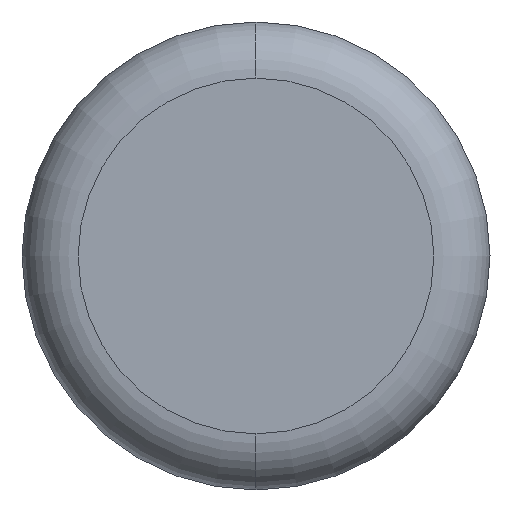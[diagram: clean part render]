
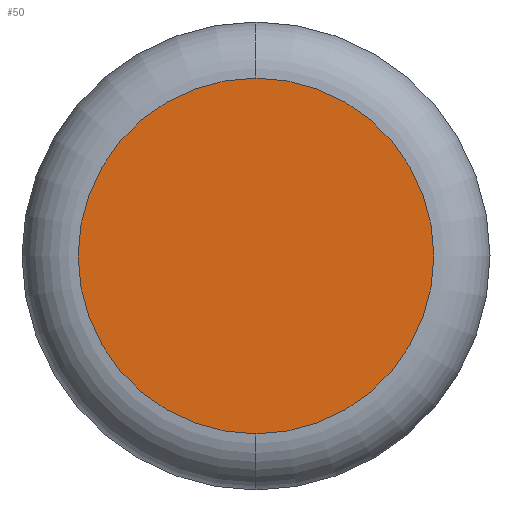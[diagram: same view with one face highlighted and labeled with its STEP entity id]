
A CAD part, front view. The second image highlights one B-rep face of the part: STEP entity #50.
In plain terms, the highlighted planar face has unit normal (0, -1, 0).
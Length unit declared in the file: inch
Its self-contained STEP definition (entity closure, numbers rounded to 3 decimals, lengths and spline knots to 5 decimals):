
#39 = AXIS2_PLACEMENT_3D ( 'NONE', #148, #316, #492 ) ;
#49 = CIRCLE ( 'NONE', #39, 0.0475 ) ;
#50 = ADVANCED_FACE ( 'NONE', ( #223 ), #101, .T. ) ;
#88 = VERTEX_POINT ( 'NONE', #195 ) ;
#100 = EDGE_CURVE ( 'NONE', #88, #311, #222, .T. ) ;
#101 = PLANE ( 'NONE',  #413 ) ;
#104 = AXIS2_PLACEMENT_3D ( 'NONE', #495, #323, #488 ) ;
#148 = CARTESIAN_POINT ( 'NONE',  ( 0., 0., 0. ) ) ;
#195 = CARTESIAN_POINT ( 'NONE',  ( 0., 0., -0.0475 ) ) ;
#219 = ORIENTED_EDGE ( 'NONE', *, *, #350, .T. ) ;
#222 = CIRCLE ( 'NONE', #104, 0.0475 ) ;
#223 = FACE_OUTER_BOUND ( 'NONE', #513, .T. ) ;
#240 = DIRECTION ( 'NONE',  ( 0., -1., 0. ) ) ;
#288 = CARTESIAN_POINT ( 'NONE',  ( 0., 0., 0. ) ) ;
#311 = VERTEX_POINT ( 'NONE', #324 ) ;
#316 = DIRECTION ( 'NONE',  ( 0., -1., 0. ) ) ;
#323 = DIRECTION ( 'NONE',  ( 0., -1., 0. ) ) ;
#324 = CARTESIAN_POINT ( 'NONE',  ( 0., 0., 0.0475 ) ) ;
#350 = EDGE_CURVE ( 'NONE', #311, #88, #49, .T. ) ;
#388 = ORIENTED_EDGE ( 'NONE', *, *, #100, .T. ) ;
#413 = AXIS2_PLACEMENT_3D ( 'NONE', #288, #240, #453 ) ;
#453 = DIRECTION ( 'NONE',  ( 0., 0., -1. ) ) ;
#488 = DIRECTION ( 'NONE',  ( 0., 0., -1. ) ) ;
#492 = DIRECTION ( 'NONE',  ( 0., 0., -1. ) ) ;
#495 = CARTESIAN_POINT ( 'NONE',  ( 0., 0., 0. ) ) ;
#513 = EDGE_LOOP ( 'NONE', ( #388, #219 ) ) ;
